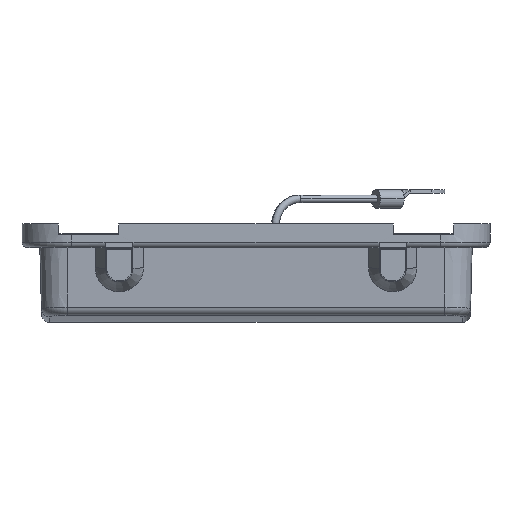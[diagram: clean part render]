
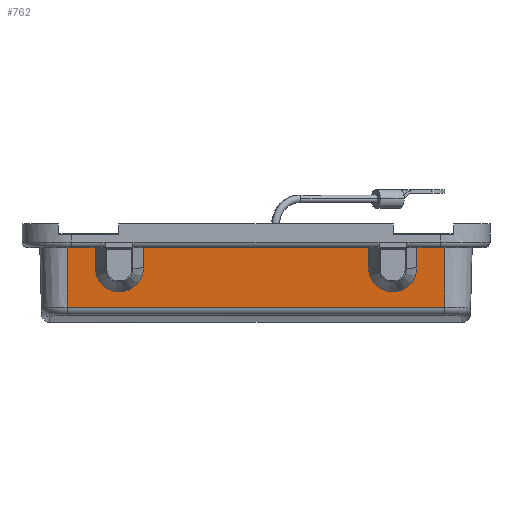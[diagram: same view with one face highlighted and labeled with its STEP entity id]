
A CAD part, left-side view. The second image highlights one B-rep face of the part: STEP entity #762.
In plain terms, the highlighted planar face has unit normal (-1, 0, -0.026).
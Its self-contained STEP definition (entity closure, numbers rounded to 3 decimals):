
#488=B_SPLINE_CURVE_WITH_KNOTS('',3,(#10726,#10727,#10728,#10729,#10730,
#10731,#10732,#10733,#10734,#10735,#10736,#10737,#10738,#10739),
 .UNSPECIFIED.,.F.,.F.,(4,2,2,2,2,2,4),(0.,0.25,0.5,0.625,
0.687,0.75,1.),.UNSPECIFIED.);
#494=B_SPLINE_CURVE_WITH_KNOTS('',3,(#10814,#10815,#10816,#10817,#10818,
#10819,#10820,#10821,#10822,#10823,#10824,#10825,#10826,#10827),
 .UNSPECIFIED.,.F.,.F.,(4,2,2,2,2,2,4),(0.,0.25,0.5,
0.625,0.687,0.75,1.),.UNSPECIFIED.);
#762=ADVANCED_FACE('',(#1196),#971,.T.);
#971=PLANE('',#5808);
#1196=FACE_OUTER_BOUND('',#1513,.T.);
#1513=EDGE_LOOP('',(#2964,#2965,#2966,#2967,#2968,#2969,#2970,#2971,#2972,
#2973,#2974,#2975));
#2964=ORIENTED_EDGE('',*,*,#4608,.F.);
#2965=ORIENTED_EDGE('',*,*,#4603,.F.);
#2966=ORIENTED_EDGE('',*,*,#4667,.F.);
#2967=ORIENTED_EDGE('',*,*,#4593,.F.);
#2968=ORIENTED_EDGE('',*,*,#4590,.F.);
#2969=ORIENTED_EDGE('',*,*,#4586,.F.);
#2970=ORIENTED_EDGE('',*,*,#4668,.F.);
#2971=ORIENTED_EDGE('',*,*,#4638,.T.);
#2972=ORIENTED_EDGE('',*,*,#4637,.T.);
#2973=ORIENTED_EDGE('',*,*,#4631,.F.);
#2974=ORIENTED_EDGE('',*,*,#4038,.F.);
#2975=ORIENTED_EDGE('',*,*,#4670,.F.);
#3492=VERTEX_POINT('',#7256);
#3493=VERTEX_POINT('',#7258);
#3892=VERTEX_POINT('',#10713);
#3893=VERTEX_POINT('',#10714);
#3894=VERTEX_POINT('',#10725);
#3896=VERTEX_POINT('',#10748);
#3901=VERTEX_POINT('',#10772);
#3902=VERTEX_POINT('',#10773);
#3903=VERTEX_POINT('',#10784);
#3915=VERTEX_POINT('',#10904);
#3917=VERTEX_POINT('',#10950);
#3919=VERTEX_POINT('',#10956);
#4038=EDGE_CURVE('',#3492,#3493,#4873,.T.);
#4586=EDGE_CURVE('',#3892,#3893,#5090,.T.);
#4590=EDGE_CURVE('',#3893,#3894,#488,.T.);
#4593=EDGE_CURVE('',#3894,#3896,#5093,.T.);
#4603=EDGE_CURVE('',#3901,#3902,#5101,.T.);
#4608=EDGE_CURVE('',#3902,#3903,#494,.T.);
#4631=EDGE_CURVE('',#3493,#3915,#5113,.T.);
#4637=EDGE_CURVE('',#3917,#3915,#5115,.T.);
#4638=EDGE_CURVE('',#3919,#3917,#5116,.T.);
#4667=EDGE_CURVE('',#3896,#3901,#5128,.T.);
#4668=EDGE_CURVE('',#3919,#3892,#5129,.T.);
#4670=EDGE_CURVE('',#3903,#3492,#5130,.T.);
#4873=LINE('',#7257,#5203);
#5090=LINE('',#10712,#5420);
#5093=LINE('',#10747,#5423);
#5101=LINE('',#10771,#5431);
#5113=LINE('',#10903,#5443);
#5115=LINE('',#10953,#5445);
#5116=LINE('',#10955,#5446);
#5128=LINE('',#11129,#5458);
#5129=LINE('',#11132,#5459);
#5130=LINE('',#11136,#5460);
#5203=VECTOR('',#6000,1.);
#5420=VECTOR('',#6667,1.);
#5423=VECTOR('',#6674,1.);
#5431=VECTOR('',#6696,1.);
#5443=VECTOR('',#6748,1.);
#5445=VECTOR('',#6754,1.);
#5446=VECTOR('',#6757,1.);
#5458=VECTOR('',#6797,1.);
#5459=VECTOR('',#6802,1.);
#5460=VECTOR('',#6809,1.);
#5808=AXIS2_PLACEMENT_3D('',#11138,#6812,#6813);
#6000=DIRECTION('',(0.,-1.,0.));
#6667=DIRECTION('',(0.026,0.,-1.));
#6674=DIRECTION('',(-0.026,0.,1.));
#6696=DIRECTION('',(0.026,0.,-1.));
#6748=DIRECTION('',(0.026,0.,-1.));
#6754=DIRECTION('',(0.,-1.,0.));
#6757=DIRECTION('',(0.026,0.,-1.));
#6797=DIRECTION('',(0.,-1.,0.));
#6802=DIRECTION('',(0.,-1.,0.));
#6809=DIRECTION('',(-0.026,0.,1.));
#6812=DIRECTION('',(-1.,0.,-0.026));
#6813=DIRECTION('',(0.,1.,0.));
#7256=CARTESIAN_POINT('',(-26.35,-29.38,0.));
#7257=CARTESIAN_POINT('',(-26.35,-29.38,0.));
#7258=CARTESIAN_POINT('',(-26.35,-34.5,0.));
#10712=CARTESIAN_POINT('',(-26.35,29.38,0.));
#10713=CARTESIAN_POINT('',(-26.35,29.38,0.));
#10714=CARTESIAN_POINT('',(-26.253,29.38,-3.711));
#10725=CARTESIAN_POINT('',(-26.253,20.58,-3.711));
#10726=CARTESIAN_POINT('',(-26.253,29.38,-3.711));
#10727=CARTESIAN_POINT('',(-26.22,29.382,-4.908));
#10728=CARTESIAN_POINT('',(-26.19,28.871,-6.069));
#10729=CARTESIAN_POINT('',(-26.149,27.214,-7.674));
#10730=CARTESIAN_POINT('',(-26.138,26.058,-8.112));
#10731=CARTESIAN_POINT('',(-26.138,24.433,-8.11));
#10732=CARTESIAN_POINT('',(-26.14,23.868,-8.008));
#10733=CARTESIAN_POINT('',(-26.149,23.054,-7.678));
#10734=CARTESIAN_POINT('',(-26.153,22.789,-7.539));
#10735=CARTESIAN_POINT('',(-26.161,22.284,-7.201));
#10736=CARTESIAN_POINT('',(-26.168,21.976,-6.944));
#10737=CARTESIAN_POINT('',(-26.201,20.805,-5.671));
#10738=CARTESIAN_POINT('',(-26.23,20.58,-4.509));
#10739=CARTESIAN_POINT('',(-26.253,20.581,-3.711));
#10747=CARTESIAN_POINT('',(-26.253,20.58,-3.711));
#10748=CARTESIAN_POINT('',(-26.35,20.58,0.));
#10771=CARTESIAN_POINT('',(-26.35,-20.58,0.));
#10772=CARTESIAN_POINT('',(-26.35,-20.58,0.));
#10773=CARTESIAN_POINT('',(-26.253,-20.58,-3.711));
#10784=CARTESIAN_POINT('',(-26.253,-29.38,-3.711));
#10814=CARTESIAN_POINT('',(-26.253,-20.581,-3.711));
#10815=CARTESIAN_POINT('',(-26.22,-20.579,-4.908));
#10816=CARTESIAN_POINT('',(-26.19,-21.09,-6.069));
#10817=CARTESIAN_POINT('',(-26.149,-22.747,-7.674));
#10818=CARTESIAN_POINT('',(-26.138,-23.903,-8.112));
#10819=CARTESIAN_POINT('',(-26.138,-25.528,-8.11));
#10820=CARTESIAN_POINT('',(-26.14,-26.093,-8.008));
#10821=CARTESIAN_POINT('',(-26.149,-26.906,-7.678));
#10822=CARTESIAN_POINT('',(-26.153,-27.172,-7.539));
#10823=CARTESIAN_POINT('',(-26.161,-27.677,-7.201));
#10824=CARTESIAN_POINT('',(-26.168,-27.985,-6.944));
#10825=CARTESIAN_POINT('',(-26.201,-29.156,-5.671));
#10826=CARTESIAN_POINT('',(-26.23,-29.381,-4.509));
#10827=CARTESIAN_POINT('',(-26.253,-29.38,-3.711));
#10903=CARTESIAN_POINT('',(-26.35,-34.5,0.));
#10904=CARTESIAN_POINT('',(-26.065,-34.5,-10.895));
#10950=CARTESIAN_POINT('',(-26.065,34.5,-10.895));
#10953=CARTESIAN_POINT('',(-26.065,34.5,-10.895));
#10955=CARTESIAN_POINT('',(-26.35,34.5,0.));
#10956=CARTESIAN_POINT('',(-26.35,34.5,0.));
#11129=CARTESIAN_POINT('',(-26.35,20.58,0.));
#11132=CARTESIAN_POINT('',(-26.35,34.5,0.));
#11136=CARTESIAN_POINT('',(-26.253,-29.38,-3.711));
#11138=CARTESIAN_POINT('',(-26.35,-35.769,0.));
